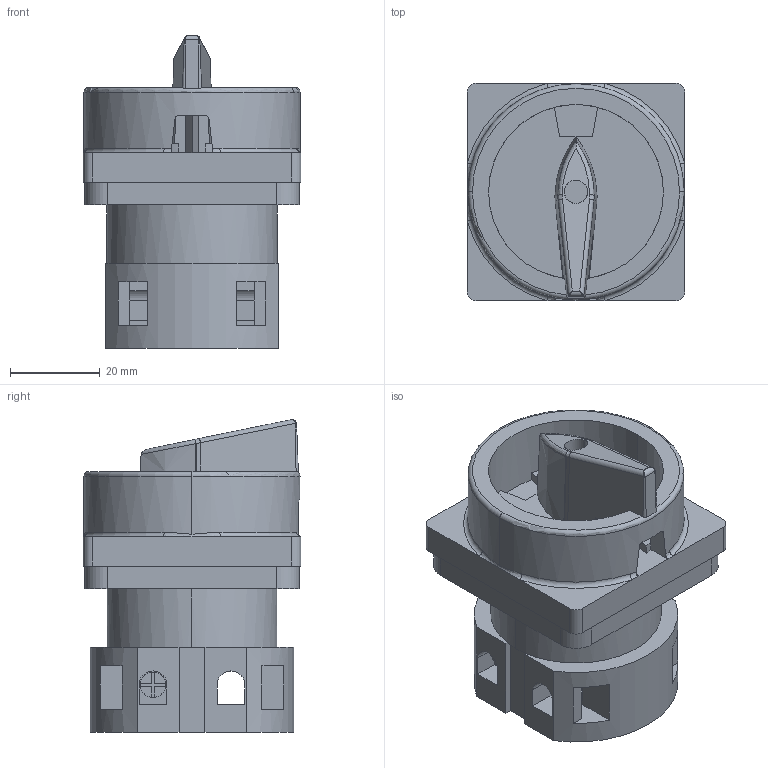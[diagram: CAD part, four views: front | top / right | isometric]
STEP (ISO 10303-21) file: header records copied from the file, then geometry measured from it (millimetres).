
FILE_DESCRIPTION (( 'STEP AP214' ), '1' );
FILE_NAME ('ÏÊÏ-25-1 - ñ äûðêîé (11).STEP', '2017-12-25T06:25:42', ( 'AutoBVT' ), ( 'Microsoft' ), 'SwSTEP 2.0', 'SolidWorks 2014', '' );
FILE_SCHEMA (( 'AUTOMOTIVE_DESIGN' ));
Length unit declared in the file: millimetre
Products named in the file (1): ÏÊÏ-25-1 - ñ äûðêîé (11)
Bounding box: 48.5 x 48.5 x 69.78 mm (x, y, z)
Volume: 80904.8 mm3; surface area: 19565.1 mm2
Topology: 1 solids, 1 shells, 202 faces, 558 edges, 361 vertices
Faces by surface type: plane 128, cylinder 47, bspline 13, cone 8, torus 6
Entity records: 7194 total; most frequent: CARTESIAN_POINT 2032, ORIENTED_EDGE 1112, DIRECTION 1030, EDGE_CURVE 556, VERTEX_POINT 361, VECTOR 346, LINE 346, AXIS2_PLACEMENT_3D 342
